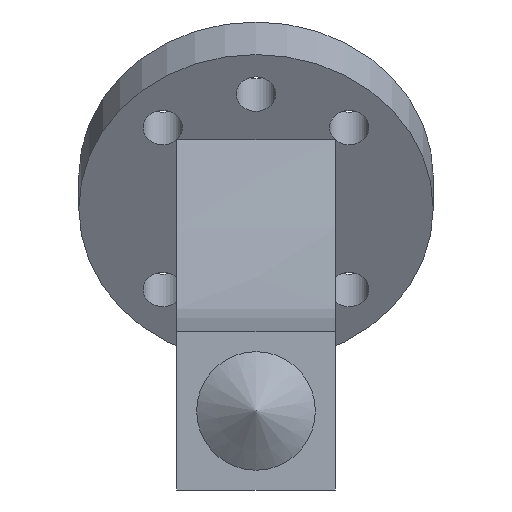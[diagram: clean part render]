
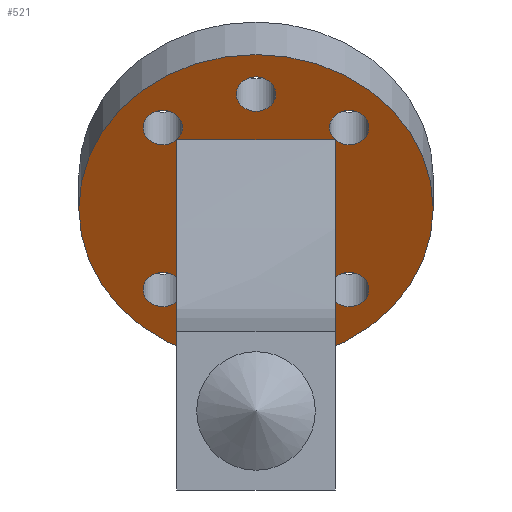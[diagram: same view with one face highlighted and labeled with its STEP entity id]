
A CAD part, front view. The second image highlights one B-rep face of the part: STEP entity #521.
In plain terms, the highlighted face is planar.
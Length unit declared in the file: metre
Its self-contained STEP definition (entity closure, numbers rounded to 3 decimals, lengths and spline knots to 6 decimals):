
#52=FACE_BOUND('',#127,.T.);
#53=FACE_BOUND('',#128,.T.);
#54=FACE_BOUND('',#129,.T.);
#55=FACE_BOUND('',#130,.T.);
#56=FACE_BOUND('',#131,.T.);
#57=FACE_BOUND('',#132,.T.);
#68=PLANE('',#695);
#93=FACE_OUTER_BOUND('',#126,.T.);
#126=EDGE_LOOP('',(#399));
#127=EDGE_LOOP('',(#400));
#128=EDGE_LOOP('',(#401));
#129=EDGE_LOOP('',(#402));
#130=EDGE_LOOP('',(#403));
#131=EDGE_LOOP('',(#404));
#132=EDGE_LOOP('',(#405));
#243=CIRCLE('',#678,0.003);
#245=CIRCLE('',#681,0.003);
#247=CIRCLE('',#684,0.003);
#249=CIRCLE('',#687,0.003);
#251=CIRCLE('',#690,0.003);
#254=CIRCLE('',#694,0.0269);
#255=CIRCLE('',#696,0.00995);
#266=VERTEX_POINT('',#901);
#268=VERTEX_POINT('',#907);
#270=VERTEX_POINT('',#913);
#272=VERTEX_POINT('',#919);
#274=VERTEX_POINT('',#925);
#277=VERTEX_POINT('',#933);
#278=VERTEX_POINT('',#937);
#310=EDGE_CURVE('',#266,#266,#243,.T.);
#313=EDGE_CURVE('',#268,#268,#245,.T.);
#316=EDGE_CURVE('',#270,#270,#247,.T.);
#319=EDGE_CURVE('',#272,#272,#249,.T.);
#322=EDGE_CURVE('',#274,#274,#251,.T.);
#327=EDGE_CURVE('',#277,#277,#254,.T.);
#328=EDGE_CURVE('',#278,#278,#255,.T.);
#399=ORIENTED_EDGE('',*,*,#327,.T.);
#400=ORIENTED_EDGE('',*,*,#328,.F.);
#401=ORIENTED_EDGE('',*,*,#322,.F.);
#402=ORIENTED_EDGE('',*,*,#319,.F.);
#403=ORIENTED_EDGE('',*,*,#316,.F.);
#404=ORIENTED_EDGE('',*,*,#313,.F.);
#405=ORIENTED_EDGE('',*,*,#310,.F.);
#521=ADVANCED_FACE('',(#93,#52,#53,#54,#55,#56,#57),#68,.T.);
#678=AXIS2_PLACEMENT_3D('',#902,#743,#744);
#681=AXIS2_PLACEMENT_3D('',#908,#750,#751);
#684=AXIS2_PLACEMENT_3D('',#914,#757,#758);
#687=AXIS2_PLACEMENT_3D('',#920,#764,#765);
#690=AXIS2_PLACEMENT_3D('',#926,#771,#772);
#694=AXIS2_PLACEMENT_3D('',#935,#781,#782);
#695=AXIS2_PLACEMENT_3D('',#936,#783,#784);
#696=AXIS2_PLACEMENT_3D('',#938,#785,#786);
#743=DIRECTION('center_axis',(0.,0.,1.));
#744=DIRECTION('ref_axis',(1.,0.,0.));
#750=DIRECTION('center_axis',(0.,0.,1.));
#751=DIRECTION('ref_axis',(1.,0.,0.));
#757=DIRECTION('center_axis',(0.,0.,1.));
#758=DIRECTION('ref_axis',(1.,0.,0.));
#764=DIRECTION('center_axis',(0.,0.,1.));
#765=DIRECTION('ref_axis',(1.,0.,0.));
#771=DIRECTION('center_axis',(0.,0.,1.));
#772=DIRECTION('ref_axis',(1.,0.,0.));
#781=DIRECTION('center_axis',(0.,0.,1.));
#782=DIRECTION('ref_axis',(1.,0.,0.));
#783=DIRECTION('center_axis',(0.,0.,1.));
#784=DIRECTION('ref_axis',(1.,0.,0.));
#785=DIRECTION('center_axis',(0.,0.,1.));
#786=DIRECTION('ref_axis',(1.,0.,0.));
#901=CARTESIAN_POINT('',(-0.011142,-0.014142,0.01));
#902=CARTESIAN_POINT('Origin',(-0.014142,-0.014142,0.01));
#907=CARTESIAN_POINT('',(0.017142,-0.014142,0.01));
#908=CARTESIAN_POINT('Origin',(0.014142,-0.014142,0.01));
#913=CARTESIAN_POINT('',(0.017142,0.014142,0.01));
#914=CARTESIAN_POINT('Origin',(0.014142,0.014142,0.01));
#919=CARTESIAN_POINT('',(0.003,0.02,0.01));
#920=CARTESIAN_POINT('Origin',(0.,0.02,0.01));
#925=CARTESIAN_POINT('',(-0.011142,0.014142,0.01));
#926=CARTESIAN_POINT('Origin',(-0.014142,0.014142,0.01));
#933=CARTESIAN_POINT('',(0.0269,0.,0.01));
#935=CARTESIAN_POINT('Origin',(0.,0.,0.01));
#936=CARTESIAN_POINT('Origin',(0.,0.,0.01));
#937=CARTESIAN_POINT('',(0.00995,0.,0.01));
#938=CARTESIAN_POINT('Origin',(0.,0.,0.01));
